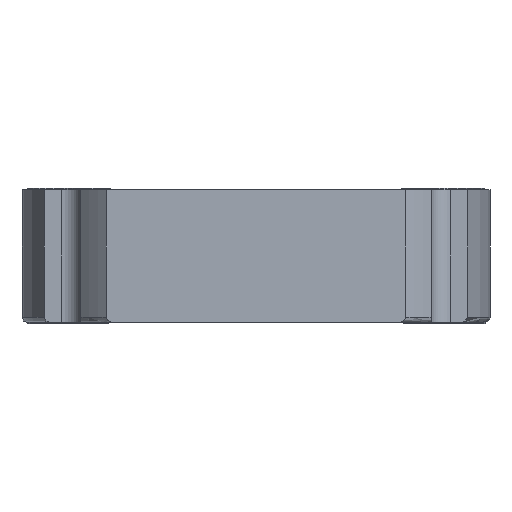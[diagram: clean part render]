
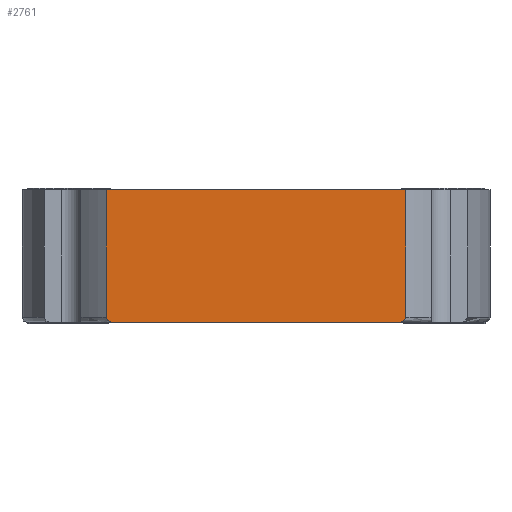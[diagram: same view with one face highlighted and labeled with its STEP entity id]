
A CAD part, front view. The second image highlights one B-rep face of the part: STEP entity #2761.
In plain terms, the highlighted planar face has unit normal (0, -1, 0).
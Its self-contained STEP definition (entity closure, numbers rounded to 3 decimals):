
#39 = VECTOR ( 'NONE', #1848, 1000. ) ;
#80 = CARTESIAN_POINT ( 'NONE',  ( 15.217, -18.3, -7.987 ) ) ;
#81 = CARTESIAN_POINT ( 'NONE',  ( -14.767, -18.3, -8.368 ) ) ;
#131 = CARTESIAN_POINT ( 'NONE',  ( 14.996, -18.3, -8.253 ) ) ;
#162 = CARTESIAN_POINT ( 'NONE',  ( -15.217, -18.3, -7.9 ) ) ;
#218 = ORIENTED_EDGE ( 'NONE', *, *, #5036, .T. ) ;
#423 = B_SPLINE_CURVE_WITH_KNOTS ( 'NONE', 3,
 ( #895, #4762, #610, #1440, #570, #131, #2230, #1318, #80, #3530 ),
 .UNSPECIFIED., .F., .F.,
 ( 4, 2, 2, 2, 4 ),
 ( 0., 0., 0.001, 0.001, 0.001 ),
 .UNSPECIFIED. ) ;
#570 = CARTESIAN_POINT ( 'NONE',  ( 14.843, -18.3, -8.33 ) ) ;
#610 = CARTESIAN_POINT ( 'NONE',  ( 14.593, -18.3, -8.392 ) ) ;
#831 = VECTOR ( 'NONE', #3079, 1000. ) ;
#895 = CARTESIAN_POINT ( 'NONE',  ( 14.422, -18.3, -8.4 ) ) ;
#928 = LINE ( 'NONE', #4841, #5092 ) ;
#987 = CARTESIAN_POINT ( 'NONE',  ( -15.217, -18.3, 5.1 ) ) ;
#1196 = B_SPLINE_CURVE_WITH_KNOTS ( 'NONE', 3,
 ( #2466, #4557, #2075, #3280, #4233, #81, #3017, #2857 ),
 .UNSPECIFIED., .F., .F.,
 ( 4, 2, 2, 4 ),
 ( 0., 0., 0.001, 0.001 ),
 .UNSPECIFIED. ) ;
#1258 = LINE ( 'NONE', #4595, #39 ) ;
#1318 = CARTESIAN_POINT ( 'NONE',  ( 15.179, -18.3, -8.071 ) ) ;
#1324 = ORIENTED_EDGE ( 'NONE', *, *, #2745, .F. ) ;
#1386 = CARTESIAN_POINT ( 'NONE',  ( 15.217, -18.3, 5.1 ) ) ;
#1437 = EDGE_LOOP ( 'NONE', ( #5082, #4866, #4944, #1324, #218, #3141 ) ) ;
#1440 = CARTESIAN_POINT ( 'NONE',  ( 14.76, -18.3, -8.357 ) ) ;
#1482 = EDGE_CURVE ( 'NONE', #5013, #1654, #1196, .T. ) ;
#1506 = EDGE_CURVE ( 'NONE', #3461, #5117, #3059, .T. ) ;
#1654 = VERTEX_POINT ( 'NONE', #1863 ) ;
#1848 = DIRECTION ( 'NONE',  ( 1., 0., 0. ) ) ;
#1863 = CARTESIAN_POINT ( 'NONE',  ( -14.422, -18.3, -8.4 ) ) ;
#1900 = PLANE ( 'NONE',  #2087 ) ;
#2075 = CARTESIAN_POINT ( 'NONE',  ( -15.18, -18.3, -8.069 ) ) ;
#2087 = AXIS2_PLACEMENT_3D ( 'NONE', #3568, #2724, #2315 ) ;
#2230 = CARTESIAN_POINT ( 'NONE',  ( 15.068, -18.3, -8.202 ) ) ;
#2315 = DIRECTION ( 'NONE',  ( -1., 0., 0. ) ) ;
#2466 = CARTESIAN_POINT ( 'NONE',  ( -15.217, -18.3, -7.9 ) ) ;
#2480 = CARTESIAN_POINT ( 'NONE',  ( 14.422, -18.3, -8.4 ) ) ;
#2689 = CARTESIAN_POINT ( 'NONE',  ( 15.217, -18.3, 5.1 ) ) ;
#2724 = DIRECTION ( 'NONE',  ( 0., 1., 0. ) ) ;
#2745 = EDGE_CURVE ( 'NONE', #3357, #3461, #928, .T. ) ;
#2761 = ADVANCED_FACE ( 'NONE', ( #4156 ), #1900, .F. ) ;
#2857 = CARTESIAN_POINT ( 'NONE',  ( -14.422, -18.3, -8.4 ) ) ;
#3017 = CARTESIAN_POINT ( 'NONE',  ( -14.595, -18.3, -8.4 ) ) ;
#3052 = LINE ( 'NONE', #3849, #4045 ) ;
#3059 = LINE ( 'NONE', #1386, #831 ) ;
#3079 = DIRECTION ( 'NONE',  ( 0., 0., -1. ) ) ;
#3141 = ORIENTED_EDGE ( 'NONE', *, *, #1482, .T. ) ;
#3229 = EDGE_CURVE ( 'NONE', #1654, #3663, #1258, .T. ) ;
#3280 = CARTESIAN_POINT ( 'NONE',  ( -15.068, -18.3, -8.202 ) ) ;
#3344 = EDGE_CURVE ( 'NONE', #3663, #5117, #423, .T. ) ;
#3357 = VERTEX_POINT ( 'NONE', #987 ) ;
#3461 = VERTEX_POINT ( 'NONE', #2689 ) ;
#3530 = CARTESIAN_POINT ( 'NONE',  ( 15.217, -18.3, -7.9 ) ) ;
#3568 = CARTESIAN_POINT ( 'NONE',  ( -15.217, -18.3, 5.1 ) ) ;
#3663 = VERTEX_POINT ( 'NONE', #2480 ) ;
#3849 = CARTESIAN_POINT ( 'NONE',  ( -15.217, -18.3, 5.1 ) ) ;
#3875 = DIRECTION ( 'NONE',  ( 0., 0., -1. ) ) ;
#3957 = CARTESIAN_POINT ( 'NONE',  ( 15.217, -18.3, -7.9 ) ) ;
#4045 = VECTOR ( 'NONE', #3875, 1000. ) ;
#4156 = FACE_OUTER_BOUND ( 'NONE', #1437, .T. ) ;
#4233 = CARTESIAN_POINT ( 'NONE',  ( -14.997, -18.3, -8.253 ) ) ;
#4428 = DIRECTION ( 'NONE',  ( 1., 0., 0. ) ) ;
#4557 = CARTESIAN_POINT ( 'NONE',  ( -15.217, -18.3, -7.987 ) ) ;
#4595 = CARTESIAN_POINT ( 'NONE',  ( -15.217, -18.3, -8.4 ) ) ;
#4762 = CARTESIAN_POINT ( 'NONE',  ( 14.508, -18.3, -8.4 ) ) ;
#4841 = CARTESIAN_POINT ( 'NONE',  ( -15.217, -18.3, 5.1 ) ) ;
#4866 = ORIENTED_EDGE ( 'NONE', *, *, #3344, .T. ) ;
#4944 = ORIENTED_EDGE ( 'NONE', *, *, #1506, .F. ) ;
#5013 = VERTEX_POINT ( 'NONE', #162 ) ;
#5036 = EDGE_CURVE ( 'NONE', #3357, #5013, #3052, .T. ) ;
#5082 = ORIENTED_EDGE ( 'NONE', *, *, #3229, .T. ) ;
#5092 = VECTOR ( 'NONE', #4428, 1000. ) ;
#5117 = VERTEX_POINT ( 'NONE', #3957 ) ;
